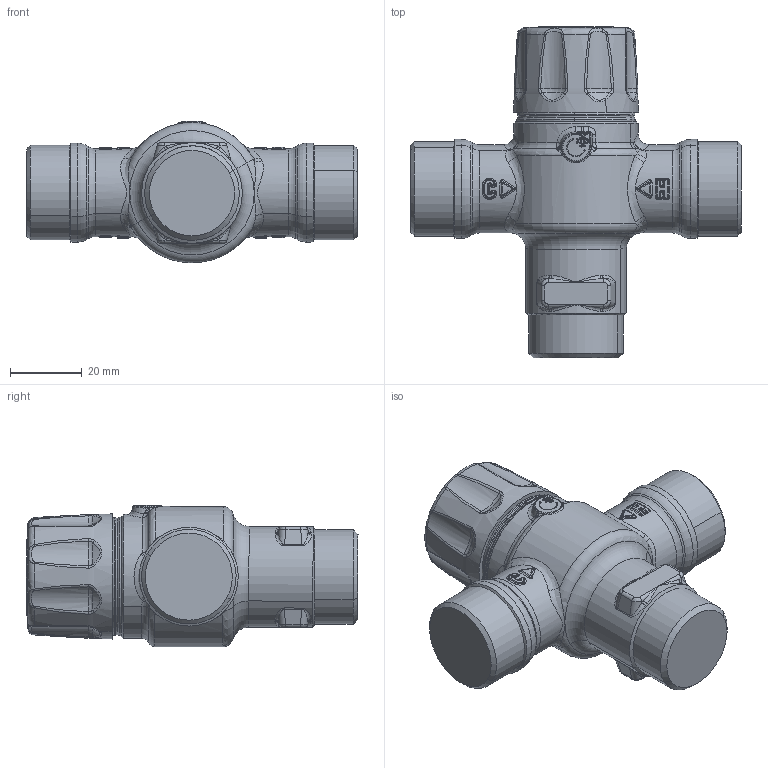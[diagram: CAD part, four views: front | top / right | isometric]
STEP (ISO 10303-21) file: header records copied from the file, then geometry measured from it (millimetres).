
FILE_DESCRIPTION(('CATIA V5 STEP Exchange'),'2;1');
FILE_NAME('STEP_521723_TH_-_TST.stp','2018-01-22T07:50:27+00:00',('none'),('none'),'CATIA Version 5-6 Release 2016 SP4','CATIA V5 STEP AP203','none');
FILE_SCHEMA(('CONFIG_CONTROL_DESIGN'));
Length unit declared in the file: millimetre
Products named in the file (1): _5217230001_sw0001
Bounding box: 92 x 92.3 x 39.42 mm (x, y, z)
Surface area: 19519.2 mm2 (no closed solid volume)
Topology: 0 solids, 16 shells, 716 faces, 1701 edges, 932 vertices
Faces by surface type: bspline 410, cylinder 120, plane 67, sphere 50, cone 35, torus 34
Entity records: 34418 total; most frequent: CARTESIAN_POINT 23450, ORIENTED_EDGE 3051, EDGE_CURVE 1643, DIRECTION 1087, VERTEX_POINT 932, ADVANCED_FACE 716, EDGE_LOOP 716, FACE_OUTER_BOUND 716
